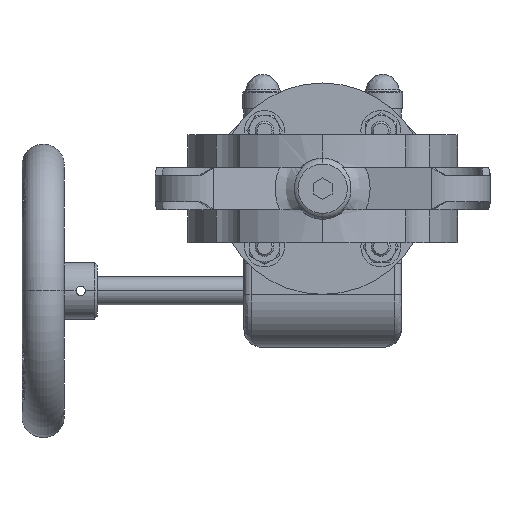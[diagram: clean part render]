
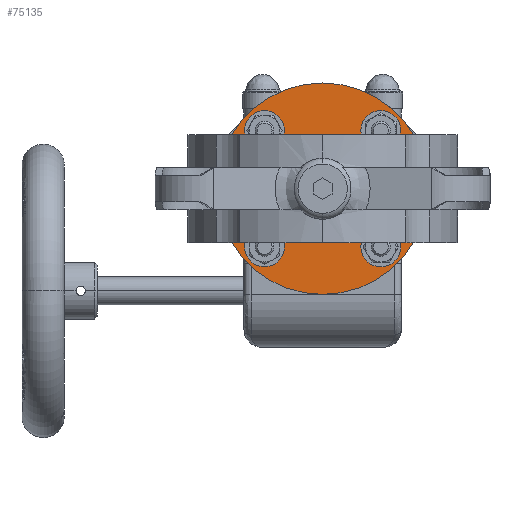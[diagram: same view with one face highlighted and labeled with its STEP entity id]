
A CAD part, front view. The second image highlights one B-rep face of the part: STEP entity #75135.
In plain terms, the highlighted planar face has unit normal (0, -1, 0).
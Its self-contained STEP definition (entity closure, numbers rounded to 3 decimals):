
#116 = EDGE_CURVE ( 'NONE', #76034, #13627, #16493, .T. ) ;
#423 = CARTESIAN_POINT ( 'NONE',  ( 33.249, 148., 24.749 ) ) ;
#806 = CARTESIAN_POINT ( 'NONE',  ( -18., 148., 0. ) ) ;
#2542 = ORIENTED_EDGE ( 'NONE', *, *, #82546, .F. ) ;
#3136 = VECTOR ( 'NONE', #67383, 1000. ) ;
#3532 = DIRECTION ( 'NONE',  ( 0., 0., 1. ) ) ;
#3747 = CIRCLE ( 'NONE', #76220, 8.5 ) ;
#3832 = VERTEX_POINT ( 'NONE', #23068 ) ;
#3845 = EDGE_CURVE ( 'NONE', #43242, #28337, #12945, .T. ) ;
#5374 = EDGE_CURVE ( 'NONE', #69117, #3832, #64627, .T. ) ;
#6293 = CARTESIAN_POINT ( 'NONE',  ( 0., 148., 0. ) ) ;
#6861 = VERTEX_POINT ( 'NONE', #51792 ) ;
#7038 = CARTESIAN_POINT ( 'NONE',  ( 24.749, 148., -16.249 ) ) ;
#9054 = FACE_OUTER_BOUND ( 'NONE', #10036, .T. ) ;
#9118 = PLANE ( 'NONE',  #85365 ) ;
#9857 = DIRECTION ( 'NONE',  ( 0., -1., 0. ) ) ;
#10036 = EDGE_LOOP ( 'NONE', ( #67733, #60880 ) ) ;
#10065 = LINE ( 'NONE', #46643, #3136 ) ;
#10647 = DIRECTION ( 'NONE',  ( 0., 0., 1. ) ) ;
#11052 = CARTESIAN_POINT ( 'NONE',  ( 0., 148., -45. ) ) ;
#11481 = CARTESIAN_POINT ( 'NONE',  ( 24.749, 148., -24.749 ) ) ;
#12513 = FACE_BOUND ( 'NONE', #55642, .T. ) ;
#12945 = CIRCLE ( 'NONE', #40888, 8.5 ) ;
#13348 = DIRECTION ( 'NONE',  ( 0., 0., -1. ) ) ;
#13627 = VERTEX_POINT ( 'NONE', #88150 ) ;
#14031 = CARTESIAN_POINT ( 'NONE',  ( 0., 148., -18. ) ) ;
#14838 = CIRCLE ( 'NONE', #28825, 45. ) ;
#16080 = EDGE_LOOP ( 'NONE', ( #57425, #47556 ) ) ;
#16493 = CIRCLE ( 'NONE', #76542, 8.5 ) ;
#17379 = CARTESIAN_POINT ( 'NONE',  ( 0., 148., 0. ) ) ;
#17849 = EDGE_CURVE ( 'NONE', #32791, #46694, #14838, .T. ) ;
#18330 = FACE_BOUND ( 'NONE', #95831, .T. ) ;
#18890 = DIRECTION ( 'NONE',  ( 0., 0., -1. ) ) ;
#19016 = DIRECTION ( 'NONE',  ( 0., -1., 0. ) ) ;
#20138 = CARTESIAN_POINT ( 'NONE',  ( -24.749, 148., -24.749 ) ) ;
#21481 = VERTEX_POINT ( 'NONE', #76987 ) ;
#21856 = FACE_BOUND ( 'NONE', #51702, .T. ) ;
#22285 = ORIENTED_EDGE ( 'NONE', *, *, #54655, .T. ) ;
#22361 = CARTESIAN_POINT ( 'NONE',  ( -24.749, 148., -24.749 ) ) ;
#22646 = CARTESIAN_POINT ( 'NONE',  ( -24.749, 148., 24.749 ) ) ;
#22911 = DIRECTION ( 'NONE',  ( 0., 0., 1. ) ) ;
#23068 = CARTESIAN_POINT ( 'NONE',  ( 18., 148., -13.177 ) ) ;
#23819 = CIRCLE ( 'NONE', #66433, 36. ) ;
#25074 = DIRECTION ( 'NONE',  ( 0., 1., 0. ) ) ;
#25351 = CARTESIAN_POINT ( 'NONE',  ( 24.749, 148., 24.749 ) ) ;
#26494 = DIRECTION ( 'NONE',  ( 0., 0., 1. ) ) ;
#26882 = AXIS2_PLACEMENT_3D ( 'NONE', #31390, #9857, #46614 ) ;
#28337 = VERTEX_POINT ( 'NONE', #70093 ) ;
#28825 = AXIS2_PLACEMENT_3D ( 'NONE', #17379, #76723, #47278 ) ;
#30160 = DIRECTION ( 'NONE',  ( 0., 0., 1. ) ) ;
#30272 = EDGE_CURVE ( 'NONE', #21481, #60956, #86978, .T. ) ;
#30385 = DIRECTION ( 'NONE',  ( 0., 0., 1. ) ) ;
#30857 = VERTEX_POINT ( 'NONE', #64558 ) ;
#31050 = ORIENTED_EDGE ( 'NONE', *, *, #30272, .F. ) ;
#31390 = CARTESIAN_POINT ( 'NONE',  ( 0., 148., 18. ) ) ;
#32243 = CARTESIAN_POINT ( 'NONE',  ( 0., 148., 0. ) ) ;
#32430 = VERTEX_POINT ( 'NONE', #33008 ) ;
#32571 = DIRECTION ( 'NONE',  ( 0., 0., 1. ) ) ;
#32791 = VERTEX_POINT ( 'NONE', #11052 ) ;
#33008 = CARTESIAN_POINT ( 'NONE',  ( -24.749, 148., 16.249 ) ) ;
#33352 = CARTESIAN_POINT ( 'NONE',  ( -24.749, 148., 24.749 ) ) ;
#33841 = DIRECTION ( 'NONE',  ( 0., -1., 0. ) ) ;
#34669 = EDGE_CURVE ( 'NONE', #13627, #76034, #3747, .T. ) ;
#36322 = DIRECTION ( 'NONE',  ( 0., 0., 1. ) ) ;
#36628 = EDGE_CURVE ( 'NONE', #75884, #62183, #71027, .T. ) ;
#37876 = AXIS2_PLACEMENT_3D ( 'NONE', #22361, #81746, #36322 ) ;
#38329 = CARTESIAN_POINT ( 'NONE',  ( -16.249, 148., -24.749 ) ) ;
#39315 = CIRCLE ( 'NONE', #63551, 8.5 ) ;
#39883 = CARTESIAN_POINT ( 'NONE',  ( 24.749, 148., -24.749 ) ) ;
#40877 = CARTESIAN_POINT ( 'NONE',  ( 0., 148., 45. ) ) ;
#40888 = AXIS2_PLACEMENT_3D ( 'NONE', #25351, #62998, #10647 ) ;
#41433 = DIRECTION ( 'NONE',  ( 0., 0., 1. ) ) ;
#43242 = VERTEX_POINT ( 'NONE', #423 ) ;
#43609 = DIRECTION ( 'NONE',  ( 0., -1., 0. ) ) ;
#43655 = DIRECTION ( 'NONE',  ( 0., 1., 0. ) ) ;
#44145 = DIRECTION ( 'NONE',  ( 0., -1., 0. ) ) ;
#45047 = ORIENTED_EDGE ( 'NONE', *, *, #68300, .F. ) ;
#45071 = FACE_BOUND ( 'NONE', #16080, .T. ) ;
#46277 = FACE_BOUND ( 'NONE', #69321, .T. ) ;
#46614 = DIRECTION ( 'NONE',  ( 0., 0., -1. ) ) ;
#46643 = CARTESIAN_POINT ( 'NONE',  ( 18., 148., 0. ) ) ;
#46694 = VERTEX_POINT ( 'NONE', #40877 ) ;
#47278 = DIRECTION ( 'NONE',  ( 0., 0., 1. ) ) ;
#47556 = ORIENTED_EDGE ( 'NONE', *, *, #78067, .F. ) ;
#51689 = DIRECTION ( 'NONE',  ( 0., -1., 0. ) ) ;
#51702 = EDGE_LOOP ( 'NONE', ( #62879, #82068 ) ) ;
#51792 = CARTESIAN_POINT ( 'NONE',  ( 18., 148., 13.177 ) ) ;
#54655 = EDGE_CURVE ( 'NONE', #69117, #60956, #66525, .T. ) ;
#55642 = EDGE_LOOP ( 'NONE', ( #95377, #63419, #68469, #22285, #31050 ) ) ;
#57425 = ORIENTED_EDGE ( 'NONE', *, *, #3845, .F. ) ;
#58630 = DIRECTION ( 'NONE',  ( 0., 0., 1. ) ) ;
#60880 = ORIENTED_EDGE ( 'NONE', *, *, #17849, .F. ) ;
#60956 = VERTEX_POINT ( 'NONE', #82928 ) ;
#61587 = AXIS2_PLACEMENT_3D ( 'NONE', #68320, #82328, #22911 ) ;
#62183 = VERTEX_POINT ( 'NONE', #38329 ) ;
#62879 = ORIENTED_EDGE ( 'NONE', *, *, #34669, .F. ) ;
#62998 = DIRECTION ( 'NONE',  ( 0., -1., 0. ) ) ;
#63419 = ORIENTED_EDGE ( 'NONE', *, *, #88173, .F. ) ;
#63551 = AXIS2_PLACEMENT_3D ( 'NONE', #20138, #51689, #86394 ) ;
#63660 = EDGE_CURVE ( 'NONE', #46694, #32791, #76411, .T. ) ;
#64558 = CARTESIAN_POINT ( 'NONE',  ( -24.749, 148., 33.249 ) ) ;
#64627 = CIRCLE ( 'NONE', #26882, 36. ) ;
#65923 = AXIS2_PLACEMENT_3D ( 'NONE', #22646, #44145, #30160 ) ;
#66433 = AXIS2_PLACEMENT_3D ( 'NONE', #14031, #43609, #13348 ) ;
#66525 = LINE ( 'NONE', #806, #72292 ) ;
#67383 = DIRECTION ( 'NONE',  ( 0., 0., 1. ) ) ;
#67535 = CARTESIAN_POINT ( 'NONE',  ( -33.249, 148., -24.749 ) ) ;
#67733 = ORIENTED_EDGE ( 'NONE', *, *, #63660, .F. ) ;
#68300 = EDGE_CURVE ( 'NONE', #32430, #30857, #69330, .T. ) ;
#68320 = CARTESIAN_POINT ( 'NONE',  ( 24.749, 148., 24.749 ) ) ;
#68469 = ORIENTED_EDGE ( 'NONE', *, *, #5374, .F. ) ;
#68845 = AXIS2_PLACEMENT_3D ( 'NONE', #86749, #33841, #18890 ) ;
#69117 = VERTEX_POINT ( 'NONE', #88063 ) ;
#69321 = EDGE_LOOP ( 'NONE', ( #91654, #82283 ) ) ;
#69330 = CIRCLE ( 'NONE', #94626, 8.5 ) ;
#69720 = DIRECTION ( 'NONE',  ( 0., -1., 0. ) ) ;
#70093 = CARTESIAN_POINT ( 'NONE',  ( 16.249, 148., 24.749 ) ) ;
#71027 = CIRCLE ( 'NONE', #37876, 8.5 ) ;
#71902 = DIRECTION ( 'NONE',  ( 0., -1., 0. ) ) ;
#72292 = VECTOR ( 'NONE', #30385, 1000. ) ;
#75135 = ADVANCED_FACE ( 'NONE', ( #45071, #18330, #21856, #46277, #9054, #12513 ), #9118, .F. ) ;
#75274 = CIRCLE ( 'NONE', #65923, 8.5 ) ;
#75884 = VERTEX_POINT ( 'NONE', #67535 ) ;
#76034 = VERTEX_POINT ( 'NONE', #7038 ) ;
#76220 = AXIS2_PLACEMENT_3D ( 'NONE', #39883, #69720, #3532 ) ;
#76411 = CIRCLE ( 'NONE', #86363, 45. ) ;
#76542 = AXIS2_PLACEMENT_3D ( 'NONE', #11481, #71902, #26494 ) ;
#76723 = DIRECTION ( 'NONE',  ( 0., 1., 0. ) ) ;
#76987 = CARTESIAN_POINT ( 'NONE',  ( 0., 148., 18. ) ) ;
#78067 = EDGE_CURVE ( 'NONE', #28337, #43242, #78927, .T. ) ;
#78927 = CIRCLE ( 'NONE', #61587, 8.5 ) ;
#79579 = EDGE_CURVE ( 'NONE', #62183, #75884, #39315, .T. ) ;
#81746 = DIRECTION ( 'NONE',  ( 0., -1., 0. ) ) ;
#82068 = ORIENTED_EDGE ( 'NONE', *, *, #116, .F. ) ;
#82283 = ORIENTED_EDGE ( 'NONE', *, *, #79579, .F. ) ;
#82328 = DIRECTION ( 'NONE',  ( 0., -1., 0. ) ) ;
#82546 = EDGE_CURVE ( 'NONE', #30857, #32430, #75274, .T. ) ;
#82928 = CARTESIAN_POINT ( 'NONE',  ( -18., 148., 13.177 ) ) ;
#85365 = AXIS2_PLACEMENT_3D ( 'NONE', #32243, #25074, #32571 ) ;
#86363 = AXIS2_PLACEMENT_3D ( 'NONE', #6293, #43655, #58630 ) ;
#86394 = DIRECTION ( 'NONE',  ( 0., 0., 1. ) ) ;
#86749 = CARTESIAN_POINT ( 'NONE',  ( 0., 148., -18. ) ) ;
#86978 = CIRCLE ( 'NONE', #68845, 36. ) ;
#88063 = CARTESIAN_POINT ( 'NONE',  ( -18., 148., -13.177 ) ) ;
#88150 = CARTESIAN_POINT ( 'NONE',  ( 24.749, 148., -33.249 ) ) ;
#88173 = EDGE_CURVE ( 'NONE', #3832, #6861, #10065, .T. ) ;
#91654 = ORIENTED_EDGE ( 'NONE', *, *, #36628, .F. ) ;
#94626 = AXIS2_PLACEMENT_3D ( 'NONE', #33352, #19016, #41433 ) ;
#95325 = EDGE_CURVE ( 'NONE', #6861, #21481, #23819, .T. ) ;
#95377 = ORIENTED_EDGE ( 'NONE', *, *, #95325, .F. ) ;
#95831 = EDGE_LOOP ( 'NONE', ( #2542, #45047 ) ) ;
